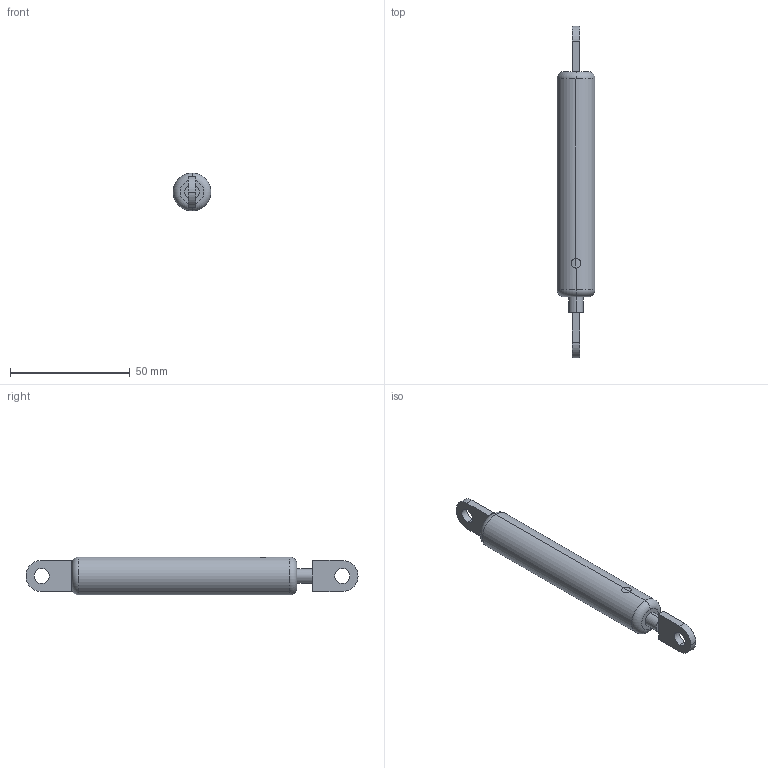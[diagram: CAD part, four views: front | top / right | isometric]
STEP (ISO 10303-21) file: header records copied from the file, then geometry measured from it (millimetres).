
FILE_DESCRIPTION (( 'STEP AP214' ), '1' );
FILE_NAME ('37967~1.STEP', '2020-02-17T12:12:15', ( '' ), ( '' ), 'SwSTEP 2.0', 'SolidWorks 2018', '' );
FILE_SCHEMA (( 'AUTOMOTIVE_DESIGN' ));
Length unit declared in the file: millimetre
Products named in the file (1): 37967~1
Bounding box: 15.8 x 138.5 x 15.8 mm (x, y, z)
Volume: 19626.4 mm3; surface area: 6213.8 mm2
Topology: 1 solids, 1 shells, 36 faces, 85 edges, 52 vertices
Faces by surface type: plane 18, cylinder 14, torus 4
Entity records: 1304 total; most frequent: CARTESIAN_POINT 227, DIRECTION 197, ORIENTED_EDGE 170, EDGE_CURVE 85, AXIS2_PLACEMENT_3D 77, VERTEX_POINT 52, LINE 43, VECTOR 43
